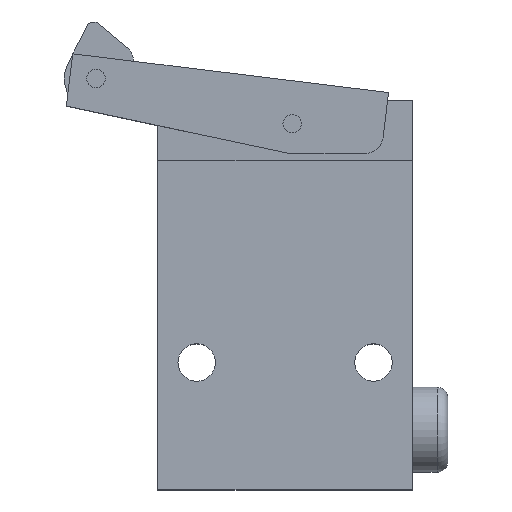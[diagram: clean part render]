
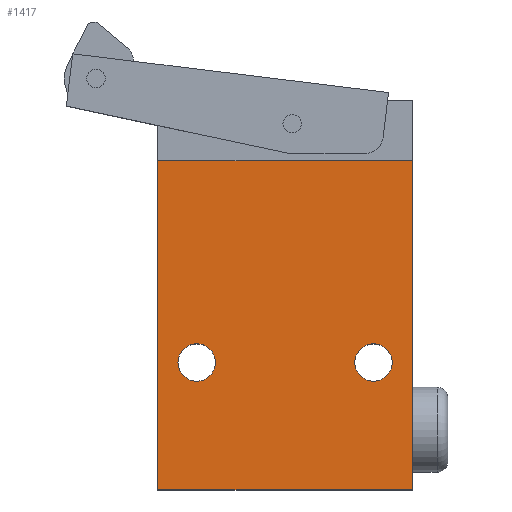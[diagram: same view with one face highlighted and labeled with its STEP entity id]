
A CAD part, top view. The second image highlights one B-rep face of the part: STEP entity #1417.
In plain terms, the highlighted planar face has unit normal (0, 0, 1).
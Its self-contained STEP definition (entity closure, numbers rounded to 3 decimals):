
#35=CIRCLE('',#1530,2.65);
#36=CIRCLE('',#1531,2.65);
#185=ORIENTED_EDGE('',*,*,#550,.T.);
#186=ORIENTED_EDGE('',*,*,#551,.T.);
#187=ORIENTED_EDGE('',*,*,#549,.T.);
#188=ORIENTED_EDGE('',*,*,#552,.T.);
#189=ORIENTED_EDGE('',*,*,#528,.T.);
#190=ORIENTED_EDGE('',*,*,#538,.T.);
#528=EDGE_CURVE('',#712,#711,#845,.T.);
#538=EDGE_CURVE('',#711,#717,#855,.T.);
#549=EDGE_CURVE('',#717,#725,#864,.T.);
#550=EDGE_CURVE('',#726,#726,#35,.F.);
#551=EDGE_CURVE('',#727,#727,#36,.F.);
#552=EDGE_CURVE('',#725,#712,#865,.T.);
#711=VERTEX_POINT('',#2181);
#712=VERTEX_POINT('',#2183);
#717=VERTEX_POINT('',#2198);
#725=VERTEX_POINT('',#2218);
#726=VERTEX_POINT('',#2222);
#727=VERTEX_POINT('',#2224);
#845=LINE('',#2182,#991);
#855=LINE('',#2199,#1001);
#864=LINE('',#2219,#1010);
#865=LINE('',#2225,#1011);
#991=VECTOR('',#1733,1000.);
#1001=VECTOR('',#1745,1000.);
#1010=VECTOR('',#1760,1000.);
#1011=VECTOR('',#1767,1000.);
#1106=EDGE_LOOP('',(#185));
#1107=EDGE_LOOP('',(#186));
#1108=EDGE_LOOP('',(#187,#188,#189,#190));
#1234=FACE_BOUND('',#1106,.T.);
#1235=FACE_BOUND('',#1107,.T.);
#1236=FACE_BOUND('',#1108,.T.);
#1351=PLANE('',#1529);
#1417=ADVANCED_FACE('',(#1234,#1235,#1236),#1351,.T.);
#1529=AXIS2_PLACEMENT_3D('',#2220,#1761,#1762);
#1530=AXIS2_PLACEMENT_3D('',#2221,#1763,#1764);
#1531=AXIS2_PLACEMENT_3D('',#2223,#1765,#1766);
#1733=DIRECTION('',(0.,-1.,0.));
#1745=DIRECTION('',(1.,0.,0.));
#1760=DIRECTION('',(0.,1.,0.));
#1761=DIRECTION('',(0.,0.,1.));
#1762=DIRECTION('',(1.,0.,0.));
#1763=DIRECTION('',(0.,0.,1.));
#1764=DIRECTION('',(1.,0.,0.));
#1765=DIRECTION('',(0.,0.,1.));
#1766=DIRECTION('',(1.,0.,0.));
#1767=DIRECTION('',(-1.,0.,0.));
#2181=CARTESIAN_POINT('',(-18.,0.,9.));
#2182=CARTESIAN_POINT('',(-18.,44.,9.));
#2183=CARTESIAN_POINT('',(-18.,46.5,9.));
#2198=CARTESIAN_POINT('',(18.,0.,9.));
#2199=CARTESIAN_POINT('',(-18.,0.,9.));
#2218=CARTESIAN_POINT('',(18.,46.5,9.));
#2219=CARTESIAN_POINT('',(18.,0.,9.));
#2220=CARTESIAN_POINT('',(0.,0.,9.));
#2221=CARTESIAN_POINT('',(12.5,18.,9.));
#2222=CARTESIAN_POINT('',(15.15,18.,9.));
#2223=CARTESIAN_POINT('',(-12.5,18.,9.));
#2224=CARTESIAN_POINT('',(-9.85,18.,9.));
#2225=CARTESIAN_POINT('',(18.,46.5,9.));
